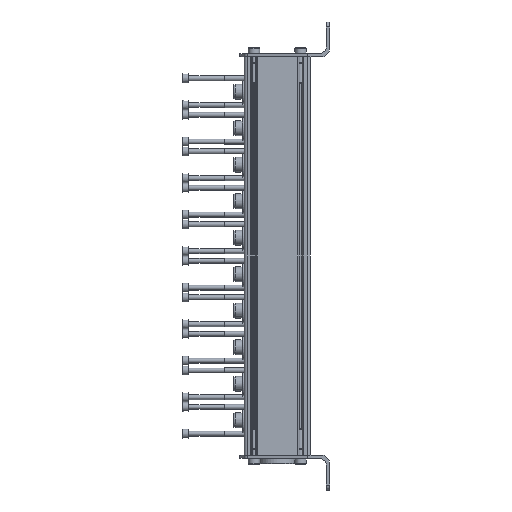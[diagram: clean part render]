
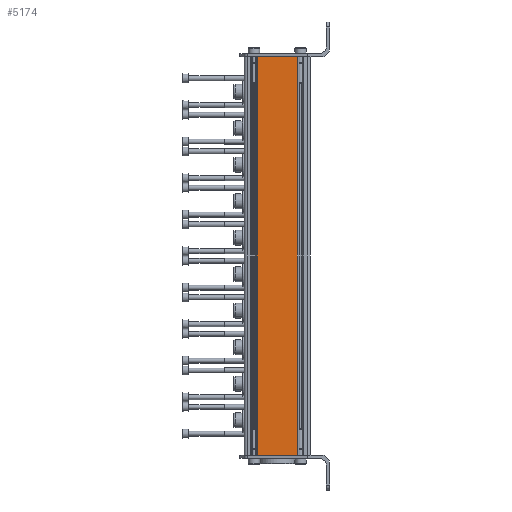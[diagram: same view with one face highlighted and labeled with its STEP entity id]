
A CAD part, left-side view. The second image highlights one B-rep face of the part: STEP entity #5174.
In plain terms, the highlighted planar face has unit normal (-1, 0, 0).
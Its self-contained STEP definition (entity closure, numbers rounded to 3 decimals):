
#414=LINE('',#8565,#734);
#415=LINE('',#8567,#735);
#416=LINE('',#8569,#736);
#417=LINE('',#8571,#737);
#734=VECTOR('',#6669,1000.);
#735=VECTOR('',#6672,1000.);
#736=VECTOR('',#6673,1000.);
#737=VECTOR('',#6674,1000.);
#958=PLANE('',#5678);
#1684=ORIENTED_EDGE('',*,*,#2959,.F.);
#1685=ORIENTED_EDGE('',*,*,#2958,.F.);
#1686=ORIENTED_EDGE('',*,*,#2960,.T.);
#1687=ORIENTED_EDGE('',*,*,#2961,.T.);
#2958=EDGE_CURVE('',#3563,#3562,#414,.T.);
#2959=EDGE_CURVE('',#3562,#3564,#415,.T.);
#2960=EDGE_CURVE('',#3563,#3565,#416,.T.);
#2961=EDGE_CURVE('',#3565,#3564,#417,.T.);
#3562=VERTEX_POINT('',#8562);
#3563=VERTEX_POINT('',#8564);
#3564=VERTEX_POINT('',#8568);
#3565=VERTEX_POINT('',#8570);
#4041=EDGE_LOOP('',(#1684,#1685,#1686,#1687));
#4551=FACE_BOUND('',#4041,.T.);
#5174=ADVANCED_FACE('',(#4551),#958,.T.);
#5678=AXIS2_PLACEMENT_3D('',#8566,#6670,#6671);
#6669=DIRECTION('',(0.,0.,1.));
#6670=DIRECTION('',(-1.,0.,0.));
#6671=DIRECTION('',(0.,0.,1.));
#6672=DIRECTION('',(0.,-1.,0.));
#6673=DIRECTION('',(0.,-1.,0.));
#6674=DIRECTION('',(0.,0.,1.));
#8562=CARTESIAN_POINT('',(-11.5,11.979,0.));
#8564=CARTESIAN_POINT('',(-11.5,11.979,-240.));
#8565=CARTESIAN_POINT('',(-11.5,11.979,-240.));
#8566=CARTESIAN_POINT('',(-11.5,11.979,-240.));
#8567=CARTESIAN_POINT('',(-11.5,11.979,0.));
#8568=CARTESIAN_POINT('',(-11.5,-11.979,0.));
#8569=CARTESIAN_POINT('',(-11.5,11.979,-240.));
#8570=CARTESIAN_POINT('',(-11.5,-11.979,-240.));
#8571=CARTESIAN_POINT('',(-11.5,-11.979,-240.));
